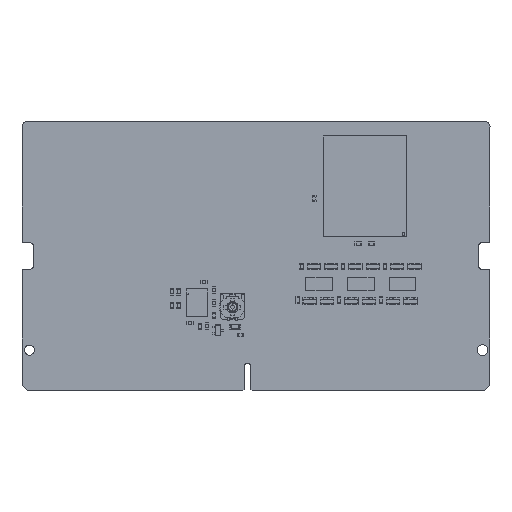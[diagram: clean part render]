
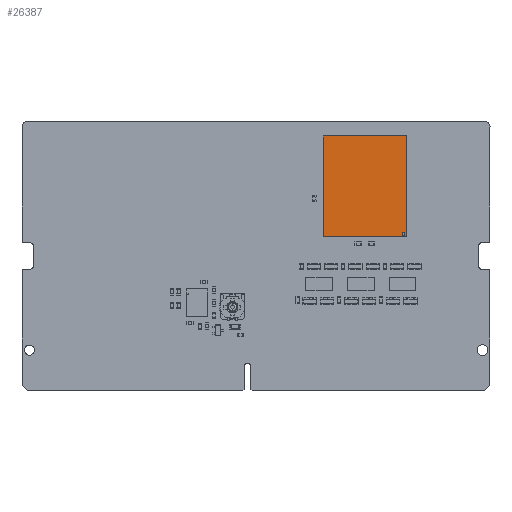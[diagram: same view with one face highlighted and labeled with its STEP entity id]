
A CAD part, top view. The second image highlights one B-rep face of the part: STEP entity #26387.
In plain terms, the highlighted planar face has unit normal (0, 0, 1).
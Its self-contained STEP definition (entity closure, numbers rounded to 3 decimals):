
#26198 = VERTEX_POINT('',#26199);
#26199 = CARTESIAN_POINT('',(-6.2,7.5,1.));
#26206 = PLANE('',#26207);
#26207 = AXIS2_PLACEMENT_3D('',#26208,#26209,#26210);
#26208 = CARTESIAN_POINT('',(-6.2,7.5,0.29));
#26209 = DIRECTION('',(0.,-1.,0.));
#26210 = DIRECTION('',(0.,0.,1.));
#26218 = PLANE('',#26219);
#26219 = AXIS2_PLACEMENT_3D('',#26220,#26221,#26222);
#26220 = CARTESIAN_POINT('',(-6.2,7.5,0.29));
#26221 = DIRECTION('',(1.,0.,0.));
#26222 = DIRECTION('',(0.,-0.,1.));
#26259 = VERTEX_POINT('',#26260);
#26260 = CARTESIAN_POINT('',(6.2,7.5,1.));
#26274 = PLANE('',#26275);
#26275 = AXIS2_PLACEMENT_3D('',#26276,#26277,#26278);
#26276 = CARTESIAN_POINT('',(6.2,7.5,0.29));
#26277 = DIRECTION('',(1.,0.,0.));
#26278 = DIRECTION('',(0.,-0.,1.));
#26286 = EDGE_CURVE('',#26198,#26259,#26287,.T.);
#26287 = SURFACE_CURVE('',#26288,(#26292,#26299),.PCURVE_S1.);
#26288 = LINE('',#26289,#26290);
#26289 = CARTESIAN_POINT('',(-6.2,7.5,1.));
#26290 = VECTOR('',#26291,1.);
#26291 = DIRECTION('',(1.,0.,0.));
#26292 = PCURVE('',#26206,#26293);
#26293 = DEFINITIONAL_REPRESENTATION('',(#26294),#26298);
#26294 = LINE('',#26295,#26296);
#26295 = CARTESIAN_POINT('',(0.71,0.));
#26296 = VECTOR('',#26297,1.);
#26297 = DIRECTION('',(0.,-1.));
#26298 = ( GEOMETRIC_REPRESENTATION_CONTEXT(2) 
PARAMETRIC_REPRESENTATION_CONTEXT() REPRESENTATION_CONTEXT('2D SPACE',''
  ) );
#26299 = PCURVE('',#26300,#26305);
#26300 = PLANE('',#26301);
#26301 = AXIS2_PLACEMENT_3D('',#26302,#26303,#26304);
#26302 = CARTESIAN_POINT('',(-6.2,7.5,1.));
#26303 = DIRECTION('',(0.,0.,1.));
#26304 = DIRECTION('',(0.,-1.,0.));
#26305 = DEFINITIONAL_REPRESENTATION('',(#26306),#26310);
#26306 = LINE('',#26307,#26308);
#26307 = CARTESIAN_POINT('',(0.,0.));
#26308 = VECTOR('',#26309,1.);
#26309 = DIRECTION('',(0.,1.));
#26310 = ( GEOMETRIC_REPRESENTATION_CONTEXT(2) 
PARAMETRIC_REPRESENTATION_CONTEXT() REPRESENTATION_CONTEXT('2D SPACE',''
  ) );
#26339 = EDGE_CURVE('',#26198,#26340,#26342,.T.);
#26340 = VERTEX_POINT('',#26341);
#26341 = CARTESIAN_POINT('',(-6.2,-7.5,1.));
#26342 = SURFACE_CURVE('',#26343,(#26347,#26354),.PCURVE_S1.);
#26343 = LINE('',#26344,#26345);
#26344 = CARTESIAN_POINT('',(-6.2,7.5,1.));
#26345 = VECTOR('',#26346,1.);
#26346 = DIRECTION('',(0.,-1.,0.));
#26347 = PCURVE('',#26218,#26348);
#26348 = DEFINITIONAL_REPRESENTATION('',(#26349),#26353);
#26349 = LINE('',#26350,#26351);
#26350 = CARTESIAN_POINT('',(0.71,0.));
#26351 = VECTOR('',#26352,1.);
#26352 = DIRECTION('',(0.,1.));
#26353 = ( GEOMETRIC_REPRESENTATION_CONTEXT(2) 
PARAMETRIC_REPRESENTATION_CONTEXT() REPRESENTATION_CONTEXT('2D SPACE',''
  ) );
#26354 = PCURVE('',#26300,#26355);
#26355 = DEFINITIONAL_REPRESENTATION('',(#26356),#26360);
#26356 = LINE('',#26357,#26358);
#26357 = CARTESIAN_POINT('',(0.,0.));
#26358 = VECTOR('',#26359,1.);
#26359 = DIRECTION('',(1.,0.));
#26360 = ( GEOMETRIC_REPRESENTATION_CONTEXT(2) 
PARAMETRIC_REPRESENTATION_CONTEXT() REPRESENTATION_CONTEXT('2D SPACE',''
  ) );
#26376 = PLANE('',#26377);
#26377 = AXIS2_PLACEMENT_3D('',#26378,#26379,#26380);
#26378 = CARTESIAN_POINT('',(-6.2,-7.5,0.29));
#26379 = DIRECTION('',(0.,-1.,0.));
#26380 = DIRECTION('',(0.,0.,1.));
#26387 = ADVANCED_FACE('',(#26388,#26436),#26300,.T.);
#26388 = FACE_BOUND('',#26389,.T.);
#26389 = EDGE_LOOP('',(#26390,#26391,#26392,#26415));
#26390 = ORIENTED_EDGE('',*,*,#26286,.F.);
#26391 = ORIENTED_EDGE('',*,*,#26339,.T.);
#26392 = ORIENTED_EDGE('',*,*,#26393,.T.);
#26393 = EDGE_CURVE('',#26340,#26394,#26396,.T.);
#26394 = VERTEX_POINT('',#26395);
#26395 = CARTESIAN_POINT('',(6.2,-7.5,1.));
#26396 = SURFACE_CURVE('',#26397,(#26401,#26408),.PCURVE_S1.);
#26397 = LINE('',#26398,#26399);
#26398 = CARTESIAN_POINT('',(-6.2,-7.5,1.));
#26399 = VECTOR('',#26400,1.);
#26400 = DIRECTION('',(1.,0.,0.));
#26401 = PCURVE('',#26300,#26402);
#26402 = DEFINITIONAL_REPRESENTATION('',(#26403),#26407);
#26403 = LINE('',#26404,#26405);
#26404 = CARTESIAN_POINT('',(15.,0.));
#26405 = VECTOR('',#26406,1.);
#26406 = DIRECTION('',(0.,1.));
#26407 = ( GEOMETRIC_REPRESENTATION_CONTEXT(2) 
PARAMETRIC_REPRESENTATION_CONTEXT() REPRESENTATION_CONTEXT('2D SPACE',''
  ) );
#26408 = PCURVE('',#26376,#26409);
#26409 = DEFINITIONAL_REPRESENTATION('',(#26410),#26414);
#26410 = LINE('',#26411,#26412);
#26411 = CARTESIAN_POINT('',(0.71,0.));
#26412 = VECTOR('',#26413,1.);
#26413 = DIRECTION('',(0.,-1.));
#26414 = ( GEOMETRIC_REPRESENTATION_CONTEXT(2) 
PARAMETRIC_REPRESENTATION_CONTEXT() REPRESENTATION_CONTEXT('2D SPACE',''
  ) );
#26415 = ORIENTED_EDGE('',*,*,#26416,.F.);
#26416 = EDGE_CURVE('',#26259,#26394,#26417,.T.);
#26417 = SURFACE_CURVE('',#26418,(#26422,#26429),.PCURVE_S1.);
#26418 = LINE('',#26419,#26420);
#26419 = CARTESIAN_POINT('',(6.2,7.5,1.));
#26420 = VECTOR('',#26421,1.);
#26421 = DIRECTION('',(0.,-1.,0.));
#26422 = PCURVE('',#26300,#26423);
#26423 = DEFINITIONAL_REPRESENTATION('',(#26424),#26428);
#26424 = LINE('',#26425,#26426);
#26425 = CARTESIAN_POINT('',(0.,12.4));
#26426 = VECTOR('',#26427,1.);
#26427 = DIRECTION('',(1.,0.));
#26428 = ( GEOMETRIC_REPRESENTATION_CONTEXT(2) 
PARAMETRIC_REPRESENTATION_CONTEXT() REPRESENTATION_CONTEXT('2D SPACE',''
  ) );
#26429 = PCURVE('',#26274,#26430);
#26430 = DEFINITIONAL_REPRESENTATION('',(#26431),#26435);
#26431 = LINE('',#26432,#26433);
#26432 = CARTESIAN_POINT('',(0.71,0.));
#26433 = VECTOR('',#26434,1.);
#26434 = DIRECTION('',(0.,1.));
#26435 = ( GEOMETRIC_REPRESENTATION_CONTEXT(2) 
PARAMETRIC_REPRESENTATION_CONTEXT() REPRESENTATION_CONTEXT('2D SPACE',''
  ) );
#26436 = FACE_BOUND('',#26437,.T.);
#26437 = EDGE_LOOP('',(#26438));
#26438 = ORIENTED_EDGE('',*,*,#26439,.T.);
#26439 = EDGE_CURVE('',#26440,#26440,#26442,.T.);
#26440 = VERTEX_POINT('',#26441);
#26441 = CARTESIAN_POINT('',(-5.76,6.86,1.));
#26442 = SURFACE_CURVE('',#26443,(#26448,#26459),.PCURVE_S1.);
#26443 = CIRCLE('',#26444,0.2);
#26444 = AXIS2_PLACEMENT_3D('',#26445,#26446,#26447);
#26445 = CARTESIAN_POINT('',(-5.76,7.06,1.));
#26446 = DIRECTION('',(0.,-0.,-1.));
#26447 = DIRECTION('',(0.,-1.,0.));
#26448 = PCURVE('',#26300,#26449);
#26449 = DEFINITIONAL_REPRESENTATION('',(#26450),#26458);
#26450 = ( BOUNDED_CURVE() B_SPLINE_CURVE(2,(#26451,#26452,#26453,#26454
    ,#26455,#26456,#26457),.UNSPECIFIED.,.T.,.F.) 
B_SPLINE_CURVE_WITH_KNOTS((1,2,2,2,2,1),(-2.094,0.,
    2.094,4.189,6.283,8.378),
.UNSPECIFIED.) CURVE() GEOMETRIC_REPRESENTATION_ITEM() 
RATIONAL_B_SPLINE_CURVE((1.,0.5,1.,0.5,1.,0.5,1.)) REPRESENTATION_ITEM(
  '') );
#26451 = CARTESIAN_POINT('',(0.64,0.44));
#26452 = CARTESIAN_POINT('',(0.64,0.094));
#26453 = CARTESIAN_POINT('',(0.34,0.267));
#26454 = CARTESIAN_POINT('',(0.04,0.44));
#26455 = CARTESIAN_POINT('',(0.34,0.613));
#26456 = CARTESIAN_POINT('',(0.64,0.786));
#26457 = CARTESIAN_POINT('',(0.64,0.44));
#26458 = ( GEOMETRIC_REPRESENTATION_CONTEXT(2) 
PARAMETRIC_REPRESENTATION_CONTEXT() REPRESENTATION_CONTEXT('2D SPACE',''
  ) );
#26459 = PCURVE('',#26460,#26465);
#26460 = PLANE('',#26461);
#26461 = AXIS2_PLACEMENT_3D('',#26462,#26463,#26464);
#26462 = CARTESIAN_POINT('',(-5.76,7.06,1.));
#26463 = DIRECTION('',(0.,0.,-1.));
#26464 = DIRECTION('',(0.,-1.,0.));
#26465 = DEFINITIONAL_REPRESENTATION('',(#26466),#26470);
#26466 = CIRCLE('',#26467,0.2);
#26467 = AXIS2_PLACEMENT_2D('',#26468,#26469);
#26468 = CARTESIAN_POINT('',(0.,0.));
#26469 = DIRECTION('',(1.,0.));
#26470 = ( GEOMETRIC_REPRESENTATION_CONTEXT(2) 
PARAMETRIC_REPRESENTATION_CONTEXT() REPRESENTATION_CONTEXT('2D SPACE',''
  ) );
